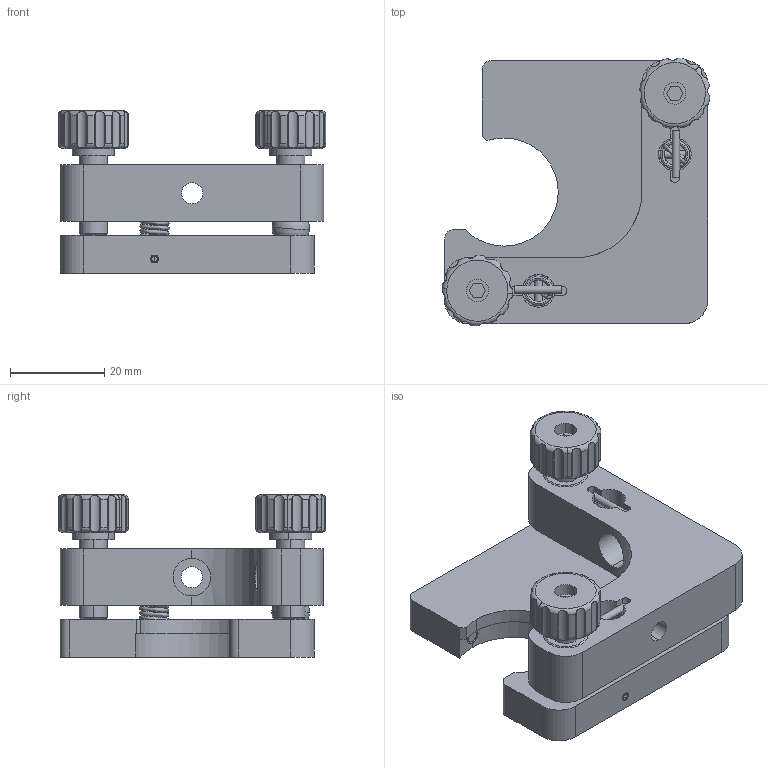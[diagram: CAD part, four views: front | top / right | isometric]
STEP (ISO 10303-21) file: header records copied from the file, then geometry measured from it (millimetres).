
FILE_DESCRIPTION (( 'STEP AP203' ), '1' );
FILE_NAME ('04EMT-1R(M).STEP', '2016-03-03T05:45:01', ( '' ), ( '' ), 'SwSTEP 2.0', 'SolidWorks 2016', '' );
FILE_SCHEMA (( 'CONFIG_CONTROL_DESIGN' ));
Length unit declared in the file: millimetre
Products named in the file (1): 04EMT-1R(M)
Bounding box: 56.96 x 56.95 x 34.5 mm (x, y, z)
Volume: 35294.4 mm3; surface area: 19679.2 mm2
Topology: 21 solids, 21 shells, 415 faces, 1082 edges, 700 vertices
Faces by surface type: cylinder 228, plane 114, bspline 24, sphere 17, torus 16, cone 16
Entity records: 20401 total; most frequent: CARTESIAN_POINT 10621, ORIENTED_EDGE 2090, DIRECTION 1926, EDGE_CURVE 1045, AXIS2_PLACEMENT_3D 751, VERTEX_POINT 682, EDGE_LOOP 459, LINE 424
